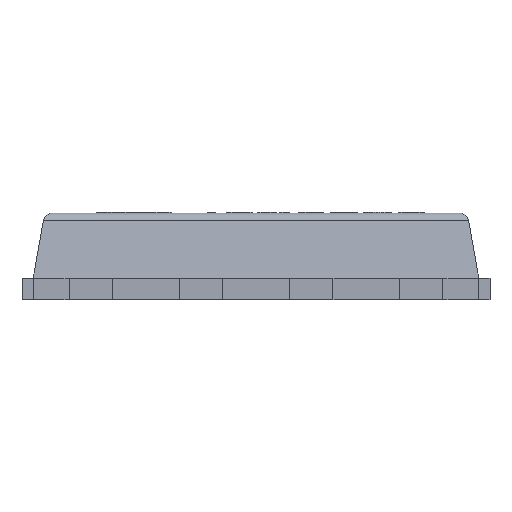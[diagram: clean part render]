
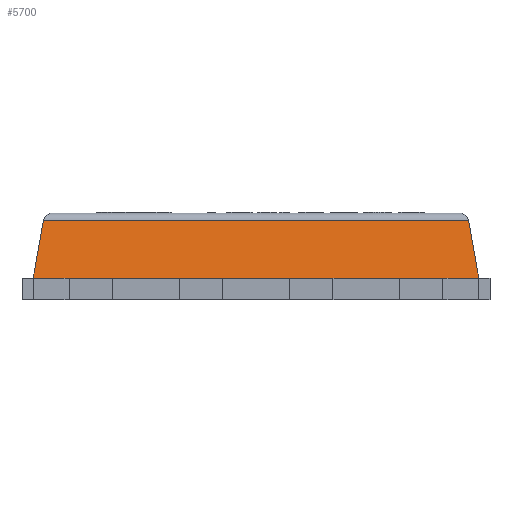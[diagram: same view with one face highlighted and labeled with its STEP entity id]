
A CAD part, front view. The second image highlights one B-rep face of the part: STEP entity #5700.
In plain terms, the highlighted planar face has unit normal (0, -0.985, 0.174).
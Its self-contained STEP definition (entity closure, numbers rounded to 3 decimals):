
#1803 = VERTEX_POINT('',#1804);
#1804 = CARTESIAN_POINT('',(2.457,-2.622,
    0.917));
#1859 = EDGE_CURVE('',#1860,#1803,#1862,.T.);
#1860 = VERTEX_POINT('',#1861);
#1861 = CARTESIAN_POINT('',(-2.457,-2.622,
    0.917));
#1862 = LINE('',#1863,#1864);
#1863 = CARTESIAN_POINT('',(1.288,-2.622,0.917));
#1864 = VECTOR('',#1865,1.);
#1865 = DIRECTION('',(1.,0.,0.));
#5570 = EDGE_CURVE('',#5571,#1803,#5573,.T.);
#5571 = VERTEX_POINT('',#5572);
#5572 = CARTESIAN_POINT('',(2.575,-2.74,0.25));
#5573 = LINE('',#5574,#5575);
#5574 = CARTESIAN_POINT('',(2.495,-2.66,
    0.705));
#5575 = VECTOR('',#5576,1.);
#5576 = DIRECTION('',(-0.171,0.171,0.97));
#5700 = ADVANCED_FACE('',(#5701),#5783,.T.);
#5701 = FACE_BOUND('',#5702,.T.);
#5702 = EDGE_LOOP('',(#5703,#5704,#5712,#5720,#5728,#5736,#5744,#5752,
    #5760,#5768,#5776,#5782));
#5703 = ORIENTED_EDGE('',*,*,#1859,.F.);
#5704 = ORIENTED_EDGE('',*,*,#5705,.F.);
#5705 = EDGE_CURVE('',#5706,#1860,#5708,.T.);
#5706 = VERTEX_POINT('',#5707);
#5707 = CARTESIAN_POINT('',(-2.575,-2.74,0.25));
#5708 = LINE('',#5709,#5710);
#5709 = CARTESIAN_POINT('',(-2.5,-2.665,
    0.677));
#5710 = VECTOR('',#5711,1.);
#5711 = DIRECTION('',(0.171,0.171,0.97));
#5712 = ORIENTED_EDGE('',*,*,#5713,.T.);
#5713 = EDGE_CURVE('',#5706,#5714,#5716,.T.);
#5714 = VERTEX_POINT('',#5715);
#5715 = CARTESIAN_POINT('',(-2.125,-2.74,0.25));
#5716 = LINE('',#5717,#5718);
#5717 = CARTESIAN_POINT('',(2.575,-2.74,0.25));
#5718 = VECTOR('',#5719,1.);
#5719 = DIRECTION('',(1.,0.,0.));
#5720 = ORIENTED_EDGE('',*,*,#5721,.F.);
#5721 = EDGE_CURVE('',#5722,#5714,#5724,.T.);
#5722 = VERTEX_POINT('',#5723);
#5723 = CARTESIAN_POINT('',(-1.682,-2.74,0.25));
#5724 = LINE('',#5725,#5726);
#5725 = CARTESIAN_POINT('',(2.575,-2.74,0.25));
#5726 = VECTOR('',#5727,1.);
#5727 = DIRECTION('',(-1.,0.,0.));
#5728 = ORIENTED_EDGE('',*,*,#5729,.T.);
#5729 = EDGE_CURVE('',#5722,#5730,#5732,.T.);
#5730 = VERTEX_POINT('',#5731);
#5731 = CARTESIAN_POINT('',(-0.858,-2.74,0.25));
#5732 = LINE('',#5733,#5734);
#5733 = CARTESIAN_POINT('',(2.575,-2.74,0.25));
#5734 = VECTOR('',#5735,1.);
#5735 = DIRECTION('',(1.,0.,0.));
#5736 = ORIENTED_EDGE('',*,*,#5737,.F.);
#5737 = EDGE_CURVE('',#5738,#5730,#5740,.T.);
#5738 = VERTEX_POINT('',#5739);
#5739 = CARTESIAN_POINT('',(-0.412,-2.74,0.25));
#5740 = LINE('',#5741,#5742);
#5741 = CARTESIAN_POINT('',(2.575,-2.74,0.25));
#5742 = VECTOR('',#5743,1.);
#5743 = DIRECTION('',(-1.,0.,0.));
#5744 = ORIENTED_EDGE('',*,*,#5745,.T.);
#5745 = EDGE_CURVE('',#5738,#5746,#5748,.T.);
#5746 = VERTEX_POINT('',#5747);
#5747 = CARTESIAN_POINT('',(0.412,-2.74,0.25));
#5748 = LINE('',#5749,#5750);
#5749 = CARTESIAN_POINT('',(2.575,-2.74,0.25));
#5750 = VECTOR('',#5751,1.);
#5751 = DIRECTION('',(1.,0.,0.));
#5752 = ORIENTED_EDGE('',*,*,#5753,.F.);
#5753 = EDGE_CURVE('',#5754,#5746,#5756,.T.);
#5754 = VERTEX_POINT('',#5755);
#5755 = CARTESIAN_POINT('',(0.855,-2.74,0.25));
#5756 = LINE('',#5757,#5758);
#5757 = CARTESIAN_POINT('',(2.575,-2.74,0.25));
#5758 = VECTOR('',#5759,1.);
#5759 = DIRECTION('',(-1.,0.,0.));
#5760 = ORIENTED_EDGE('',*,*,#5761,.T.);
#5761 = EDGE_CURVE('',#5754,#5762,#5764,.T.);
#5762 = VERTEX_POINT('',#5763);
#5763 = CARTESIAN_POINT('',(1.685,-2.74,0.25));
#5764 = LINE('',#5765,#5766);
#5765 = CARTESIAN_POINT('',(2.575,-2.74,0.25));
#5766 = VECTOR('',#5767,1.);
#5767 = DIRECTION('',(1.,0.,0.));
#5768 = ORIENTED_EDGE('',*,*,#5769,.F.);
#5769 = EDGE_CURVE('',#5770,#5762,#5772,.T.);
#5770 = VERTEX_POINT('',#5771);
#5771 = CARTESIAN_POINT('',(2.125,-2.74,0.25));
#5772 = LINE('',#5773,#5774);
#5773 = CARTESIAN_POINT('',(2.575,-2.74,0.25));
#5774 = VECTOR('',#5775,1.);
#5775 = DIRECTION('',(-1.,0.,0.));
#5776 = ORIENTED_EDGE('',*,*,#5777,.T.);
#5777 = EDGE_CURVE('',#5770,#5571,#5778,.T.);
#5778 = LINE('',#5779,#5780);
#5779 = CARTESIAN_POINT('',(2.575,-2.74,0.25));
#5780 = VECTOR('',#5781,1.);
#5781 = DIRECTION('',(1.,0.,0.));
#5782 = ORIENTED_EDGE('',*,*,#5570,.T.);
#5783 = PLANE('',#5784);
#5784 = AXIS2_PLACEMENT_3D('',#5785,#5786,#5787);
#5785 = CARTESIAN_POINT('',(2.575,-2.74,0.25));
#5786 = DIRECTION('',(0.,-0.985,0.174)
  );
#5787 = DIRECTION('',(1.,0.,0.));
